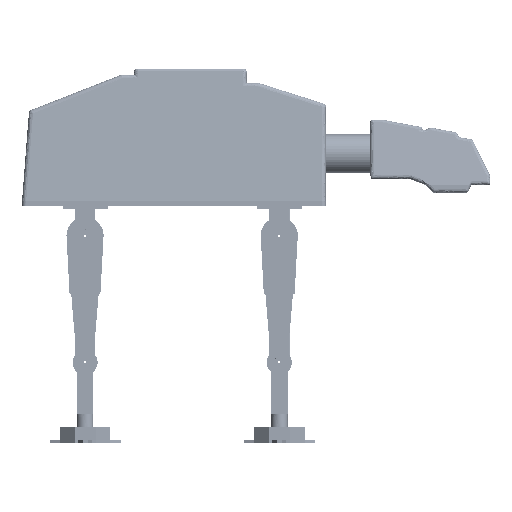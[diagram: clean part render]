
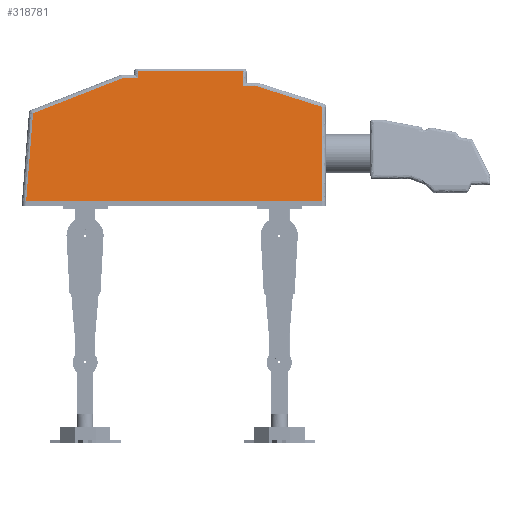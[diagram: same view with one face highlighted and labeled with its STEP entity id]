
A CAD part, left-side view. The second image highlights one B-rep face of the part: STEP entity #318781.
In plain terms, the highlighted free-form (B-spline) face has degree [1, 1] with [2, 2] control points.
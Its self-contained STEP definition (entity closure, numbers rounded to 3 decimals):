
#318404 = VERTEX_POINT('',#318405);
#318405 = CARTESIAN_POINT('',(-1.138,-97.046,
    284.228));
#318411 = EDGE_CURVE('',#318404,#318412,#318414,.T.);
#318412 = VERTEX_POINT('',#318413);
#318413 = CARTESIAN_POINT('',(-1.138,243.146,
    284.228));
#318414 = B_SPLINE_CURVE_WITH_KNOTS('',1,(#318415,#318416),
  .UNSPECIFIED.,.F.,.F.,(2,2),(-84.938,264.846),
  .PIECEWISE_BEZIER_KNOTS.);
#318415 = CARTESIAN_POINT('',(-1.138,-97.046,
    284.228));
#318416 = CARTESIAN_POINT('',(-1.138,243.146,
    284.228));
#318475 = VERTEX_POINT('',#318476);
#318476 = CARTESIAN_POINT('',(11.615,235.274,
    385.374));
#318560 = VERTEX_POINT('',#318561);
#318561 = CARTESIAN_POINT('',(16.685,132.587,
    425.59));
#318598 = EDGE_CURVE('',#318475,#318560,#318599,.T.);
#318599 = B_SPLINE_CURVE_WITH_KNOTS('',1,(#318600,#318601),
  .UNSPECIFIED.,.F.,.F.,(2,2),(-168.515,-55.003),
  .PIECEWISE_BEZIER_KNOTS.);
#318600 = CARTESIAN_POINT('',(11.615,235.274,
    385.374));
#318601 = CARTESIAN_POINT('',(16.685,132.587,
    425.59));
#318619 = VERTEX_POINT('',#318620);
#318620 = CARTESIAN_POINT('',(17.685,-6.06,
    433.517));
#318692 = VERTEX_POINT('',#318693);
#318693 = CARTESIAN_POINT('',(17.685,114.398,
    433.517));
#318742 = EDGE_CURVE('',#318692,#318619,#318743,.T.);
#318743 = B_SPLINE_CURVE_WITH_KNOTS('',1,(#318744,#318745),
  .UNSPECIFIED.,.F.,.F.,(2,2),(-108.703,15.152),
  .PIECEWISE_BEZIER_KNOTS.);
#318744 = CARTESIAN_POINT('',(17.685,114.398,
    433.517));
#318745 = CARTESIAN_POINT('',(17.685,-6.06,
    433.517));
#318760 = EDGE_CURVE('',#318619,#318761,#318763,.T.);
#318761 = VERTEX_POINT('',#318762);
#318762 = CARTESIAN_POINT('',(15.509,-6.06,
    416.258));
#318763 = B_SPLINE_CURVE_WITH_KNOTS('',1,(#318764,#318765),
  .UNSPECIFIED.,.F.,.F.,(2,2),(0.792,18.678),
  .PIECEWISE_BEZIER_KNOTS.);
#318764 = CARTESIAN_POINT('',(17.685,-6.06,
    433.517));
#318765 = CARTESIAN_POINT('',(15.509,-6.06,
    416.258));
#318781 = ADVANCED_FACE('',(#318782),#318824,.F.);
#318782 = FACE_BOUND('',#318783,.T.);
#318783 = EDGE_LOOP('',(#318784,#318785,#318792,#318797,#318798,#318803,
    #318804,#318811,#318818,#318823));
#318784 = ORIENTED_EDGE('',*,*,#318742,.F.);
#318785 = ORIENTED_EDGE('',*,*,#318786,.F.);
#318786 = EDGE_CURVE('',#318787,#318692,#318789,.T.);
#318787 = VERTEX_POINT('',#318788);
#318788 = CARTESIAN_POINT('',(16.685,114.398,
    425.59));
#318789 = B_SPLINE_CURVE_WITH_KNOTS('',1,(#318790,#318791),
  .UNSPECIFIED.,.F.,.F.,(2,2),(-5.398,2.817),
  .PIECEWISE_BEZIER_KNOTS.);
#318790 = CARTESIAN_POINT('',(16.685,114.398,
    425.59));
#318791 = CARTESIAN_POINT('',(17.685,114.398,
    433.517));
#318792 = ORIENTED_EDGE('',*,*,#318793,.F.);
#318793 = EDGE_CURVE('',#318560,#318787,#318794,.T.);
#318794 = B_SPLINE_CURVE_WITH_KNOTS('',1,(#318795,#318796),
  .UNSPECIFIED.,.F.,.F.,(2,2),(-120.082,-101.38),
  .PIECEWISE_BEZIER_KNOTS.);
#318795 = CARTESIAN_POINT('',(16.685,132.587,
    425.59));
#318796 = CARTESIAN_POINT('',(16.685,114.398,
    425.59));
#318797 = ORIENTED_EDGE('',*,*,#318598,.F.);
#318798 = ORIENTED_EDGE('',*,*,#318799,.F.);
#318799 = EDGE_CURVE('',#318412,#318475,#318800,.T.);
#318800 = B_SPLINE_CURVE_WITH_KNOTS('',1,(#318801,#318802),
  .UNSPECIFIED.,.F.,.F.,(2,2),(-90.857,14.276),
  .PIECEWISE_BEZIER_KNOTS.);
#318801 = CARTESIAN_POINT('',(-1.138,243.146,
    284.228));
#318802 = CARTESIAN_POINT('',(11.615,235.274,
    385.374));
#318803 = ORIENTED_EDGE('',*,*,#318411,.F.);
#318804 = ORIENTED_EDGE('',*,*,#318805,.F.);
#318805 = EDGE_CURVE('',#318806,#318404,#318808,.T.);
#318806 = VERTEX_POINT('',#318807);
#318807 = CARTESIAN_POINT('',(12.557,-97.046,
    392.844));
#318808 = B_SPLINE_CURVE_WITH_KNOTS('',1,(#318809,#318810),
  .UNSPECIFIED.,.F.,.F.,(2,2),(21.967,134.529),
  .PIECEWISE_BEZIER_KNOTS.);
#318809 = CARTESIAN_POINT('',(12.557,-97.046,
    392.844));
#318810 = CARTESIAN_POINT('',(-1.138,-97.046,
    284.228));
#318811 = ORIENTED_EDGE('',*,*,#318812,.F.);
#318812 = EDGE_CURVE('',#318813,#318806,#318815,.T.);
#318813 = VERTEX_POINT('',#318814);
#318814 = CARTESIAN_POINT('',(15.509,-23.2,
    416.258));
#318815 = B_SPLINE_CURVE_WITH_KNOTS('',1,(#318816,#318817),
  .UNSPECIFIED.,.F.,.F.,(2,2),(-35.774,43.937),
  .PIECEWISE_BEZIER_KNOTS.);
#318816 = CARTESIAN_POINT('',(15.509,-23.2,
    416.258));
#318817 = CARTESIAN_POINT('',(12.557,-97.046,
    392.844));
#318818 = ORIENTED_EDGE('',*,*,#318819,.F.);
#318819 = EDGE_CURVE('',#318761,#318813,#318820,.T.);
#318820 = B_SPLINE_CURVE_WITH_KNOTS('',1,(#318821,#318822),
  .UNSPECIFIED.,.F.,.F.,(2,2),(-51.776,-34.152),
  .PIECEWISE_BEZIER_KNOTS.);
#318821 = CARTESIAN_POINT('',(15.509,-6.06,
    416.258));
#318822 = CARTESIAN_POINT('',(15.509,-23.2,
    416.258));
#318823 = ORIENTED_EDGE('',*,*,#318760,.F.);
#318824 = B_SPLINE_SURFACE_WITH_KNOTS('',1,1,(
    (#318825,#318826)
    ,(#318827,#318828
    )),.UNSPECIFIED.,.F.,.F.,.F.,(2,2),(2,2),(3.266,
    157.979),(5.,354.784),.PIECEWISE_BEZIER_KNOTS.);
#318825 = CARTESIAN_POINT('',(17.685,-97.046,
    433.517));
#318826 = CARTESIAN_POINT('',(17.685,243.146,
    433.517));
#318827 = CARTESIAN_POINT('',(-1.138,-97.046,
    284.228));
#318828 = CARTESIAN_POINT('',(-1.138,243.146,
    284.228));
